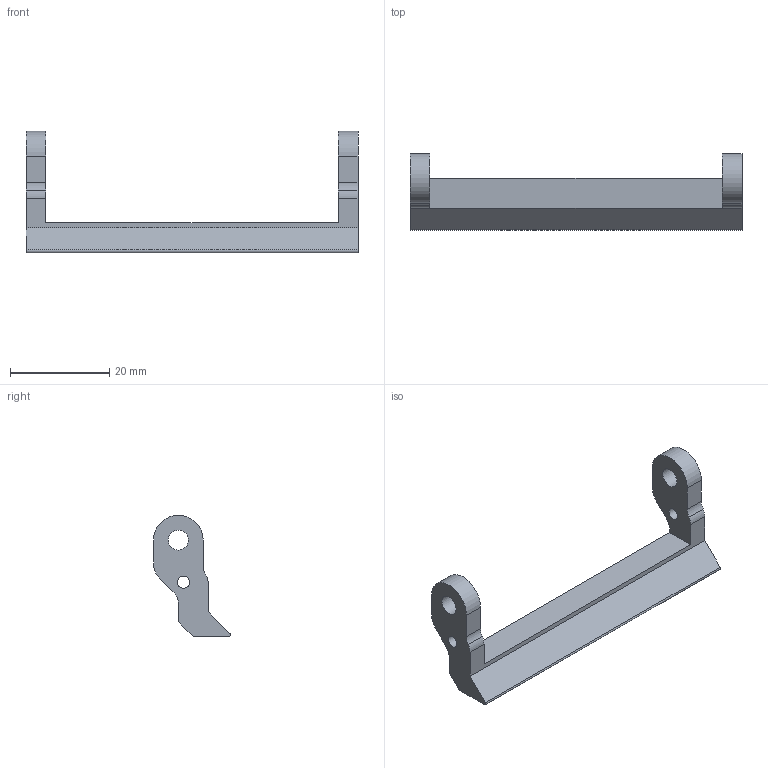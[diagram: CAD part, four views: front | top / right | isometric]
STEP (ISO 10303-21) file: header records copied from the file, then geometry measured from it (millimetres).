
FILE_DESCRIPTION(/* description */ (''),/* implementation_level */ '2;1');
FILE_NAME(/* name */ '23_Chip Schaufel.ipt.step',/* time_stamp */ '2020-01-21T16:40:52+01:00',/* author */ ('rYan'),/* organization */ (''),/* preprocessor_version */ 'ST-DEVELOPER v17.2',/* originating_system */ 'Autodesk Inventor 2019',/* authorisation */ '');
FILE_SCHEMA (('AUTOMOTIVE_DESIGN { 1 0 10303 214 3 1 1 }'));
Length unit declared in the file: millimetre
Products named in the file (1): Chip Schaufel
Bounding box: 67 x 15.49 x 24.5 mm (x, y, z)
Volume: 4061.8 mm3; surface area: 3027.3 mm2
Topology: 1 solids, 1 shells, 31 faces, 89 edges, 60 vertices
Faces by surface type: plane 16, cylinder 15
Full cylindrical faces by diameter (mm): 2.459 x2, 4.05 x2
Entity records: 1082 total; most frequent: DIRECTION 185, CARTESIAN_POINT 181, ORIENTED_EDGE 178, EDGE_CURVE 89, AXIS2_PLACEMENT_3D 64, VERTEX_POINT 60, LINE 57, VECTOR 57
